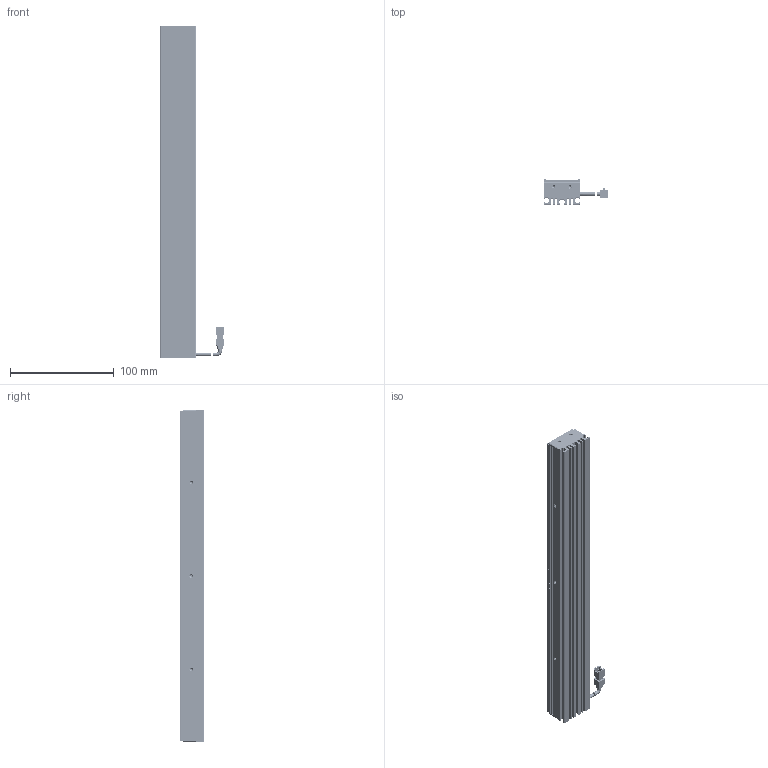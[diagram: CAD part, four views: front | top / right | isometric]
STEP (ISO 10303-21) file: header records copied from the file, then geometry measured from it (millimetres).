
FILE_DESCRIPTION (( 'STEP AP214' ), '1' );
FILE_NAME ('660115-G.STEP', '2019-03-19T06:45:28', ( '' ), ( '' ), 'SwSTEP 2.0', 'SolidWorks 2016', '' );
FILE_SCHEMA (( 'AUTOMOTIVE_DESIGN' ));
Length unit declared in the file: millimetre
Products named in the file (1): 660115-G
Bounding box: 62 x 24 x 320 mm (x, y, z)
Volume: 140705.1 mm3; surface area: 161978.9 mm2
Topology: 11 solids, 11 shells, 2871 faces, 7589 edges, 4771 vertices
Faces by surface type: cylinder 1647, plane 733, bspline 445, cone 46
Entity records: 121208 total; most frequent: CARTESIAN_POINT 21236, DIRECTION 15610, ORIENTED_EDGE 13590, EDGE_CURVE 6795, AXIS2_PLACEMENT_3D 6507, VERTEX_POINT 4771, CIRCLE 4080, EDGE_LOOP 3712
